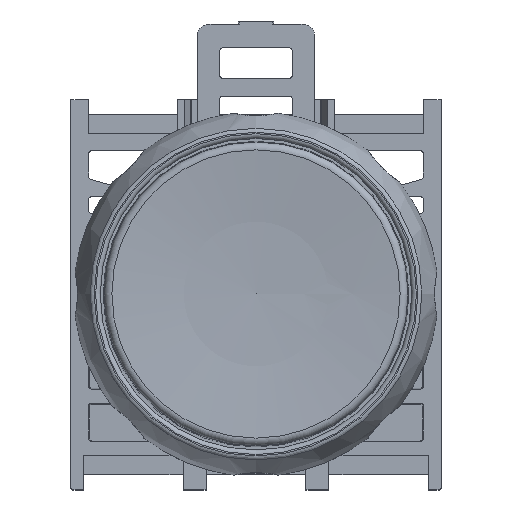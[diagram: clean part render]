
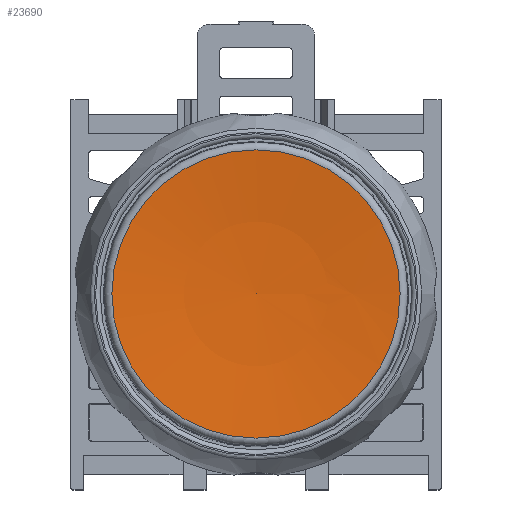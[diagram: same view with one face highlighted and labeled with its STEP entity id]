
A CAD part, top view. The second image highlights one B-rep face of the part: STEP entity #23690.
In plain terms, the highlighted spherical face has radius 106.025 mm.
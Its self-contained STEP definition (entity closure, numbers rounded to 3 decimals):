
#113=SPHERICAL_SURFACE('',#25243,106.025);
#1854=FACE_OUTER_BOUND('',#3128,.T.);
#3128=EDGE_LOOP('',(#18167,#18168,#18169,#18170));
#4042=CIRCLE('',#25240,12.262);
#4043=CIRCLE('',#25241,12.262);
#4045=CIRCLE('',#25244,106.025);
#10399=VERTEX_POINT('',#37911);
#10400=VERTEX_POINT('',#37913);
#10401=VERTEX_POINT('',#37918);
#13169=EDGE_CURVE('',#10399,#10400,#4042,.T.);
#13170=EDGE_CURVE('',#10400,#10399,#4043,.T.);
#13172=EDGE_CURVE('',#10401,#10400,#4045,.T.);
#18167=ORIENTED_EDGE('',*,*,#13170,.F.);
#18168=ORIENTED_EDGE('',*,*,#13172,.F.);
#18169=ORIENTED_EDGE('',*,*,#13172,.T.);
#18170=ORIENTED_EDGE('',*,*,#13169,.F.);
#23690=ADVANCED_FACE('',(#1854),#113,.F.);
#25240=AXIS2_PLACEMENT_3D('',#37914,#29609,#29610);
#25241=AXIS2_PLACEMENT_3D('',#37915,#29611,#29612);
#25243=AXIS2_PLACEMENT_3D('',#37917,#29615,#29616);
#25244=AXIS2_PLACEMENT_3D('',#37919,#29617,#29618);
#29609=DIRECTION('center_axis',(0.,0.,
-1.));
#29610=DIRECTION('ref_axis',(-1.,0.,0.));
#29611=DIRECTION('center_axis',(0.,0.,
-1.));
#29612=DIRECTION('ref_axis',(-1.,0.,0.));
#29615=DIRECTION('center_axis',(0.,0.,
1.));
#29616=DIRECTION('ref_axis',(-1.,0.,0.));
#29617=DIRECTION('center_axis',(0.,-1.,0.));
#29618=DIRECTION('ref_axis',(1.,0.,0.));
#37911=CARTESIAN_POINT('',(-12.262,0.,20.261));
#37913=CARTESIAN_POINT('',(12.262,0.,20.261));
#37914=CARTESIAN_POINT('Origin',(0.,0.,
20.261));
#37915=CARTESIAN_POINT('Origin',(0.,0.,
20.261));
#37917=CARTESIAN_POINT('Origin',(0.,0.,
125.575));
#37918=CARTESIAN_POINT('',(0.,0.,19.55));
#37919=CARTESIAN_POINT('Origin',(0.,0.,
125.575));
